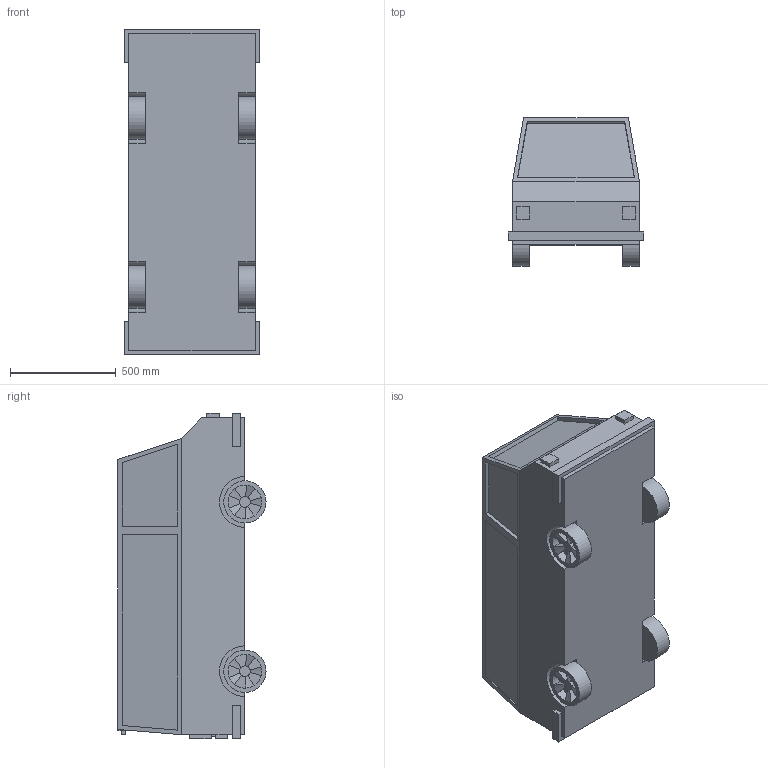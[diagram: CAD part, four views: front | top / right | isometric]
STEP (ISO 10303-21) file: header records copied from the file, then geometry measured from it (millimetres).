
FILE_DESCRIPTION(/* description */ (''),/* implementation_level */ '2;1');
FILE_NAME(/* name */ 'Transporter v2.step',/* time_stamp */ '2022-02-06T23:29:15+01:00',/* author */ (''),/* organization */ (''),/* preprocessor_version */ 'ST-DEVELOPER v18.1',/* originating_system */ 'Autodesk Translation Framework v10.10.0.1391',/* authorisation */ '');
FILE_SCHEMA (('AUTOMOTIVE_DESIGN { 1 0 10303 214 3 1 1 }'));
Length unit declared in the file: millimetre
Products named in the file (8): Transporter; CarBody; NumberPlate; Wheel; HeadLight; TailLight; BrakeLightCenter; BrakeLightSide
Assembly tree (13 placements, depth 2):
  Transporter
    CarBody
    NumberPlate
    Wheel  x4
    HeadLight  x2
    TailLight  x2
    BrakeLightCenter
    BrakeLightSide  x2
Bounding box: 640 x 700 x 1540 mm (x, y, z)
Volume: 480487193.7 mm3; surface area: 4923155.9 mm2
Topology: 13 solids, 13 shells, 258 faces, 582 edges, 360 vertices
Faces by surface type: plane 190, cylinder 48, cone 20
Full cylindrical faces by diameter (mm): 200 x4
Entity records: 4332 total; most frequent: CARTESIAN_POINT 697, DIRECTION 687, ORIENTED_EDGE 654, EDGE_CURVE 327, LINE 287, VECTOR 287, VERTEX_POINT 210, AXIS2_PLACEMENT_3D 200
